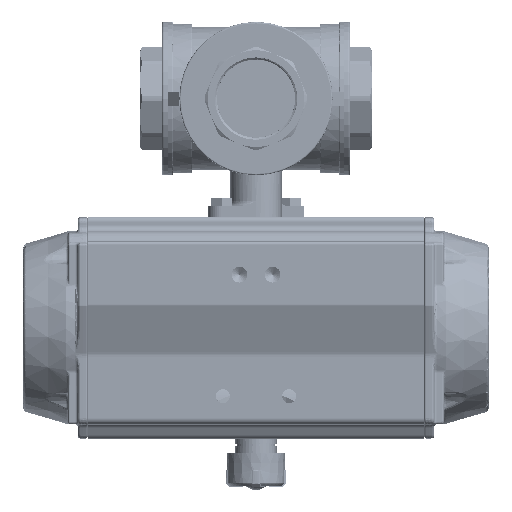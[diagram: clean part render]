
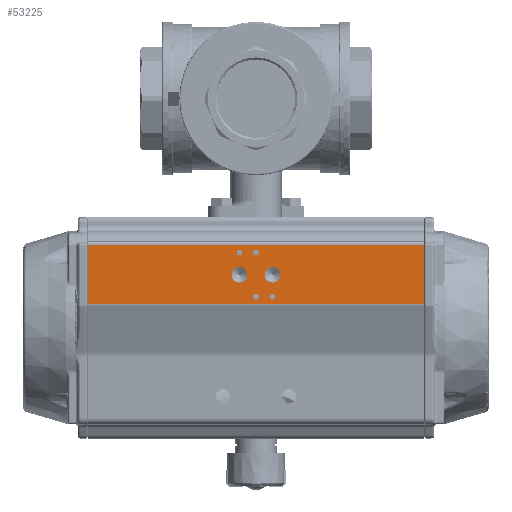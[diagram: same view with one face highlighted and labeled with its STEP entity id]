
A CAD part, front view. The second image highlights one B-rep face of the part: STEP entity #53225.
In plain terms, the highlighted face is planar.
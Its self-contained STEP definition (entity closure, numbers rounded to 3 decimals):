
#1799=PLANE('',#57251);
#4468=LINE('',#103953,#7876);
#4519=LINE('',#104158,#7927);
#4520=LINE('',#104160,#7928);
#4521=LINE('',#104162,#7929);
#7876=VECTOR('',#65085,1000.);
#7927=VECTOR('',#65292,1000.);
#7928=VECTOR('',#65293,1000.);
#7929=VECTOR('',#65294,1000.);
#17603=ORIENTED_EDGE('',*,*,#31201,.T.);
#17604=ORIENTED_EDGE('',*,*,#31202,.T.);
#17605=ORIENTED_EDGE('',*,*,#31203,.T.);
#17606=ORIENTED_EDGE('',*,*,#31204,.T.);
#17607=ORIENTED_EDGE('',*,*,#31205,.T.);
#17608=ORIENTED_EDGE('',*,*,#31206,.T.);
#17609=ORIENTED_EDGE('',*,*,#31207,.F.);
#17610=ORIENTED_EDGE('',*,*,#31208,.T.);
#17611=ORIENTED_EDGE('',*,*,#31209,.T.);
#17612=ORIENTED_EDGE('',*,*,#31105,.T.);
#31105=EDGE_CURVE('',#38447,#38446,#4468,.T.);
#31201=EDGE_CURVE('',#38517,#38517,#42574,.T.);
#31202=EDGE_CURVE('',#38518,#38518,#42575,.T.);
#31203=EDGE_CURVE('',#38519,#38519,#42576,.T.);
#31204=EDGE_CURVE('',#38520,#38520,#42577,.T.);
#31205=EDGE_CURVE('',#38521,#38521,#42578,.T.);
#31206=EDGE_CURVE('',#38522,#38522,#42579,.T.);
#31207=EDGE_CURVE('',#38523,#38446,#4519,.T.);
#31208=EDGE_CURVE('',#38523,#38524,#4520,.T.);
#31209=EDGE_CURVE('',#38524,#38447,#4521,.T.);
#38446=VERTEX_POINT('',#103952);
#38447=VERTEX_POINT('',#103954);
#38517=VERTEX_POINT('',#104147);
#38518=VERTEX_POINT('',#104149);
#38519=VERTEX_POINT('',#104151);
#38520=VERTEX_POINT('',#104153);
#38521=VERTEX_POINT('',#104155);
#38522=VERTEX_POINT('',#104157);
#38523=VERTEX_POINT('',#104159);
#38524=VERTEX_POINT('',#104161);
#42574=CIRCLE('',#57252,2.067);
#42575=CIRCLE('',#57253,2.067);
#42576=CIRCLE('',#57254,2.067);
#42577=CIRCLE('',#57255,2.067);
#42578=CIRCLE('',#57256,5.723);
#42579=CIRCLE('',#57257,5.723);
#45276=EDGE_LOOP('',(#17603));
#45277=EDGE_LOOP('',(#17604));
#45278=EDGE_LOOP('',(#17605));
#45279=EDGE_LOOP('',(#17606));
#45280=EDGE_LOOP('',(#17607));
#45281=EDGE_LOOP('',(#17608));
#45282=EDGE_LOOP('',(#17609,#17610,#17611,#17612));
#48984=FACE_BOUND('',#45276,.T.);
#48985=FACE_BOUND('',#45277,.T.);
#48986=FACE_BOUND('',#45278,.T.);
#48987=FACE_BOUND('',#45279,.T.);
#48988=FACE_BOUND('',#45280,.T.);
#48989=FACE_BOUND('',#45281,.T.);
#48990=FACE_BOUND('',#45282,.T.);
#53225=ADVANCED_FACE('',(#48984,#48985,#48986,#48987,#48988,#48989,#48990),
#1799,.T.);
#57251=AXIS2_PLACEMENT_3D('',#104145,#65278,#65279);
#57252=AXIS2_PLACEMENT_3D('',#104146,#65280,#65281);
#57253=AXIS2_PLACEMENT_3D('',#104148,#65282,#65283);
#57254=AXIS2_PLACEMENT_3D('',#104150,#65284,#65285);
#57255=AXIS2_PLACEMENT_3D('',#104152,#65286,#65287);
#57256=AXIS2_PLACEMENT_3D('',#104154,#65288,#65289);
#57257=AXIS2_PLACEMENT_3D('',#104156,#65290,#65291);
#65085=DIRECTION('',(0.,0.,1.));
#65278=DIRECTION('',(1.,0.,0.));
#65279=DIRECTION('',(0.,1.,0.));
#65280=DIRECTION('',(-1.,0.,0.));
#65281=DIRECTION('',(0.,1.,0.));
#65282=DIRECTION('',(-1.,0.,0.));
#65283=DIRECTION('',(0.,1.,0.));
#65284=DIRECTION('',(-1.,0.,0.));
#65285=DIRECTION('',(0.,1.,0.));
#65286=DIRECTION('',(-1.,0.,0.));
#65287=DIRECTION('',(0.,1.,0.));
#65288=DIRECTION('',(-1.,0.,0.));
#65289=DIRECTION('',(0.,1.,0.));
#65290=DIRECTION('',(-1.,0.,0.));
#65291=DIRECTION('',(0.,1.,0.));
#65292=DIRECTION('',(0.,1.,0.));
#65293=DIRECTION('',(0.,0.,-1.));
#65294=DIRECTION('',(0.,1.,0.));
#103952=CARTESIAN_POINT('',(80.5,-16.941,244.));
#103953=CARTESIAN_POINT('',(80.5,-16.941,0.));
#103954=CARTESIAN_POINT('',(80.5,-16.941,0.));
#104145=CARTESIAN_POINT('',(80.5,-60.,0.));
#104146=CARTESIAN_POINT('',(80.5,-54.47,122.));
#104147=CARTESIAN_POINT('',(80.5,-52.403,122.));
#104148=CARTESIAN_POINT('',(80.5,-22.47,122.));
#104149=CARTESIAN_POINT('',(80.5,-20.403,122.));
#104150=CARTESIAN_POINT('',(80.5,-22.47,134.));
#104151=CARTESIAN_POINT('',(80.5,-20.403,134.));
#104152=CARTESIAN_POINT('',(80.5,-54.47,110.));
#104153=CARTESIAN_POINT('',(80.5,-52.403,110.));
#104154=CARTESIAN_POINT('',(80.5,-38.47,134.));
#104155=CARTESIAN_POINT('',(80.5,-32.748,134.));
#104156=CARTESIAN_POINT('',(80.5,-38.47,110.));
#104157=CARTESIAN_POINT('',(80.5,-32.748,110.));
#104158=CARTESIAN_POINT('',(80.5,-1.775,244.));
#104159=CARTESIAN_POINT('',(80.5,-60.,244.));
#104160=CARTESIAN_POINT('',(80.5,-60.,0.));
#104161=CARTESIAN_POINT('',(80.5,-60.,0.));
#104162=CARTESIAN_POINT('',(80.5,-1.775,0.));
